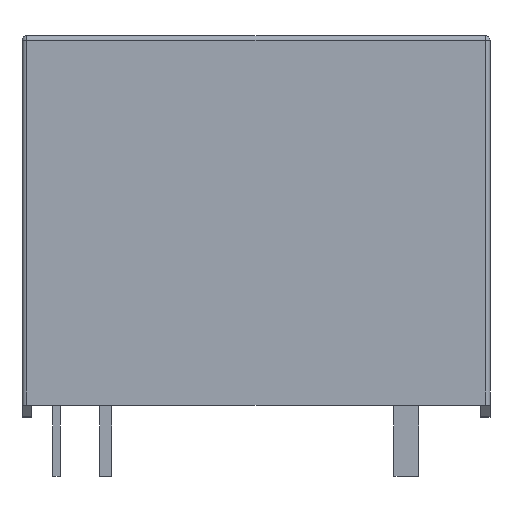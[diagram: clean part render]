
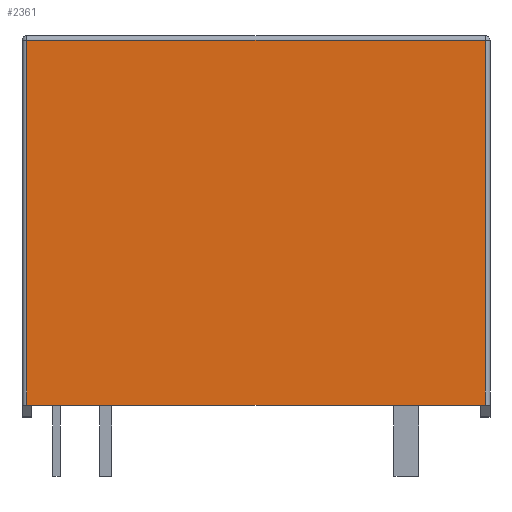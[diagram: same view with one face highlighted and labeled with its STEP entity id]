
A CAD part, front view. The second image highlights one B-rep face of the part: STEP entity #2361.
In plain terms, the highlighted planar face has unit normal (0, -1, 0).
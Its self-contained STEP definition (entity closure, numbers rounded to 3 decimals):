
#1849 = VERTEX_POINT('',#1850);
#1850 = CARTESIAN_POINT('',(10.285,-7.605,
    0.4));
#1857 = EDGE_CURVE('',#1858,#1849,#1860,.T.);
#1858 = VERTEX_POINT('',#1859);
#1859 = CARTESIAN_POINT('',(-8.315,-7.605,
    0.4));
#1860 = LINE('',#1861,#1862);
#1861 = CARTESIAN_POINT('',(-8.515,-7.605,
    0.4));
#1862 = VECTOR('',#1863,1.);
#1863 = DIRECTION('',(1.,0.,0.));
#2361 = ADVANCED_FACE('',(#2362),#2387,.F.);
#2362 = FACE_BOUND('',#2363,.T.);
#2363 = EDGE_LOOP('',(#2364,#2365,#2373,#2381));
#2364 = ORIENTED_EDGE('',*,*,#1857,.T.);
#2365 = ORIENTED_EDGE('',*,*,#2366,.T.);
#2366 = EDGE_CURVE('',#1849,#2367,#2369,.T.);
#2367 = VERTEX_POINT('',#2368);
#2368 = CARTESIAN_POINT('',(10.285,-7.605,
    15.2));
#2369 = LINE('',#2370,#2371);
#2370 = CARTESIAN_POINT('',(10.285,-7.605,
    15.4));
#2371 = VECTOR('',#2372,1.);
#2372 = DIRECTION('',(0.,0.,1.));
#2373 = ORIENTED_EDGE('',*,*,#2374,.T.);
#2374 = EDGE_CURVE('',#2367,#2375,#2377,.T.);
#2375 = VERTEX_POINT('',#2376);
#2376 = CARTESIAN_POINT('',(-8.315,-7.605,
    15.2));
#2377 = LINE('',#2378,#2379);
#2378 = CARTESIAN_POINT('',(-8.515,-7.605,
    15.2));
#2379 = VECTOR('',#2380,1.);
#2380 = DIRECTION('',(-1.,0.,0.));
#2381 = ORIENTED_EDGE('',*,*,#2382,.T.);
#2382 = EDGE_CURVE('',#2375,#1858,#2383,.T.);
#2383 = LINE('',#2384,#2385);
#2384 = CARTESIAN_POINT('',(-8.315,-7.605,
    15.4));
#2385 = VECTOR('',#2386,1.);
#2386 = DIRECTION('',(0.,0.,-1.));
#2387 = PLANE('',#2388);
#2388 = AXIS2_PLACEMENT_3D('',#2389,#2390,#2391);
#2389 = CARTESIAN_POINT('',(-8.515,-7.605,
    15.4));
#2390 = DIRECTION('',(0.,1.,0.));
#2391 = DIRECTION('',(0.,-0.,1.));
